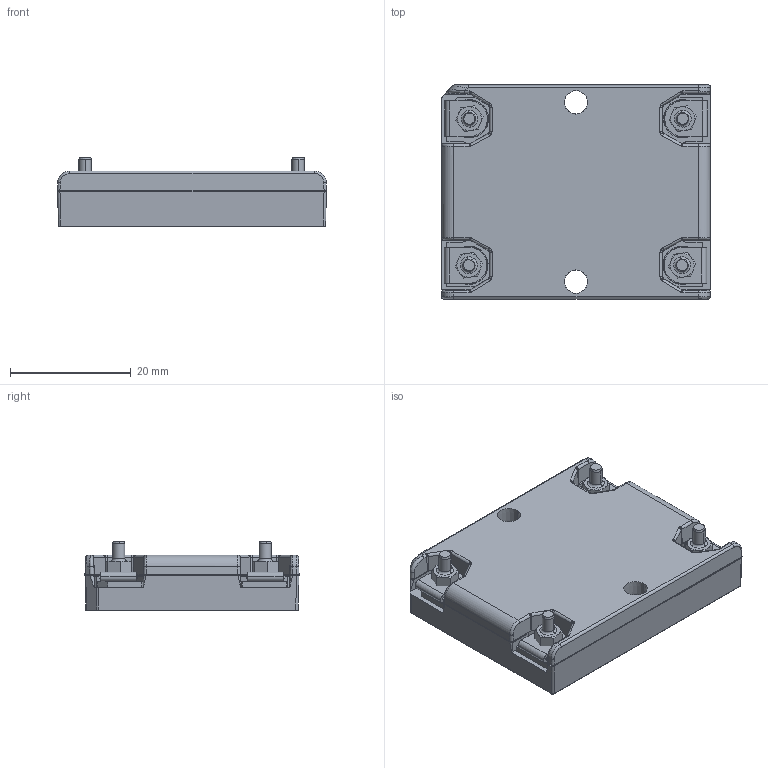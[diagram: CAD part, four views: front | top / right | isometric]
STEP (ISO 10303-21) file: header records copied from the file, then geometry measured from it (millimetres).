
FILE_DESCRIPTION (( 'STEP AP214' ), '1' );
FILE_NAME ('1714 VIA_shortpin_AIM.STEP', '2021-01-12T15:46:48', ( '' ), ( '' ), 'SwSTEP 2.0', 'SolidWorks 2017', '' );
FILE_SCHEMA (( 'AUTOMOTIVE_DESIGN' ));
Length unit declared in the file: millimetre
Products named in the file (1): 1714 VIA_shortpin_AIM
Bounding box: 44.6 x 35.5 x 11.52 mm (x, y, z)
Volume: 13281.4 mm3; surface area: 11712.5 mm2
Topology: 24 solids, 24 shells, 1230 faces, 3125 edges, 1937 vertices
Faces by surface type: plane 397, cylinder 378, cone 357, bspline 90, torus 8
Entity records: 56270 total; most frequent: CARTESIAN_POINT 13994, ORIENTED_EDGE 6234, DIRECTION 5623, EDGE_CURVE 3117, AXIS2_PLACEMENT_3D 2064, VERTEX_POINT 1937, VECTOR 1495, LINE 1495
